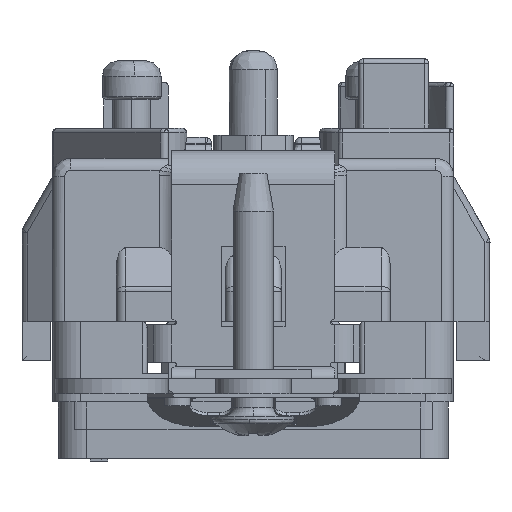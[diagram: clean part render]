
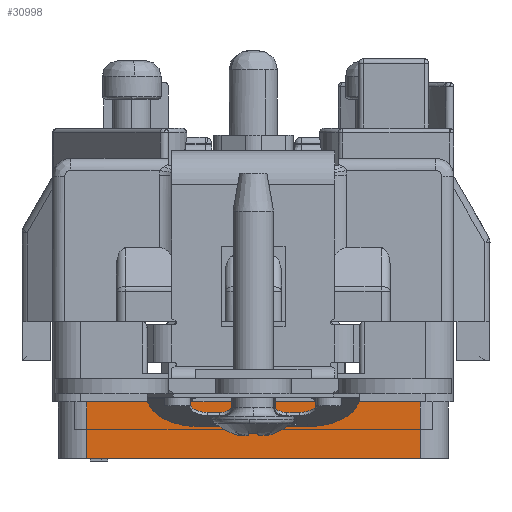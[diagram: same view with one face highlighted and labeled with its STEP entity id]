
A CAD part, front view. The second image highlights one B-rep face of the part: STEP entity #30998.
In plain terms, the highlighted planar face has unit normal (0, -1, 0).
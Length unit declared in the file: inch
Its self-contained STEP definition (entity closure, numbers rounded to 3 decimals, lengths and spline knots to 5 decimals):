
#2578 = VERTEX_POINT ( 'NONE', #24404 ) ;
#2668 = EDGE_CURVE ( 'NONE', #64882, #3595, #17688, .T. ) ;
#3265 = ORIENTED_EDGE ( 'NONE', *, *, #2668, .F. ) ;
#3595 = VERTEX_POINT ( 'NONE', #35921 ) ;
#8160 = VECTOR ( 'NONE', #76459, 39.37008 ) ;
#9498 = VECTOR ( 'NONE', #40065, 39.37008 ) ;
#11272 = DIRECTION ( 'NONE',  ( 0., 0., -1. ) ) ;
#12092 = PLANE ( 'NONE',  #41217 ) ;
#14749 = ORIENTED_EDGE ( 'NONE', *, *, #33375, .F. ) ;
#15783 = CARTESIAN_POINT ( 'NONE',  ( -0.552, -1.305, -0.61412 ) ) ;
#17688 = LINE ( 'NONE', #53772, #55476 ) ;
#20000 = ORIENTED_EDGE ( 'NONE', *, *, #50028, .F. ) ;
#22021 = CARTESIAN_POINT ( 'NONE',  ( -0.55212, -1.305, -0.427 ) ) ;
#22605 = VECTOR ( 'NONE', #11272, 39.37008 ) ;
#24404 = CARTESIAN_POINT ( 'NONE',  ( 0.552, -1.305, -0.427 ) ) ;
#24759 = ORIENTED_EDGE ( 'NONE', *, *, #67123, .F. ) ;
#27927 = LINE ( 'NONE', #22021, #9498 ) ;
#30507 = LINE ( 'NONE', #35205, #22605 ) ;
#30998 = ADVANCED_FACE ( 'NONE', ( #54037 ), #12092, .F. ) ;
#33375 = EDGE_CURVE ( 'NONE', #2578, #64882, #30507, .T. ) ;
#35205 = CARTESIAN_POINT ( 'NONE',  ( 0.552, -1.305, -0.42688 ) ) ;
#35921 = CARTESIAN_POINT ( 'NONE',  ( -0.552, -1.305, -0.614 ) ) ;
#40065 = DIRECTION ( 'NONE',  ( 1., 0., 0. ) ) ;
#41217 = AXIS2_PLACEMENT_3D ( 'NONE', #64448, #76509, #65217 ) ;
#42051 = DIRECTION ( 'NONE',  ( -1., 0., 0. ) ) ;
#50028 = EDGE_CURVE ( 'NONE', #62601, #2578, #27927, .T. ) ;
#50262 = CARTESIAN_POINT ( 'NONE',  ( -0.552, -1.305, -0.427 ) ) ;
#53772 = CARTESIAN_POINT ( 'NONE',  ( 0.64512, -1.305, -0.614 ) ) ;
#53971 = CARTESIAN_POINT ( 'NONE',  ( 0.552, -1.305, -0.614 ) ) ;
#54037 = FACE_OUTER_BOUND ( 'NONE', #76295, .T. ) ;
#55476 = VECTOR ( 'NONE', #42051, 39.37008 ) ;
#62601 = VERTEX_POINT ( 'NONE', #50262 ) ;
#64448 = CARTESIAN_POINT ( 'NONE',  ( -0.55212, -1.305, -0.42688 ) ) ;
#64882 = VERTEX_POINT ( 'NONE', #53971 ) ;
#65217 = DIRECTION ( 'NONE',  ( 0., 0., 1. ) ) ;
#67123 = EDGE_CURVE ( 'NONE', #3595, #62601, #70624, .T. ) ;
#70624 = LINE ( 'NONE', #15783, #8160 ) ;
#76295 = EDGE_LOOP ( 'NONE', ( #24759, #3265, #14749, #20000 ) ) ;
#76459 = DIRECTION ( 'NONE',  ( 0., 0., 1. ) ) ;
#76509 = DIRECTION ( 'NONE',  ( 0., 1., 0. ) ) ;
